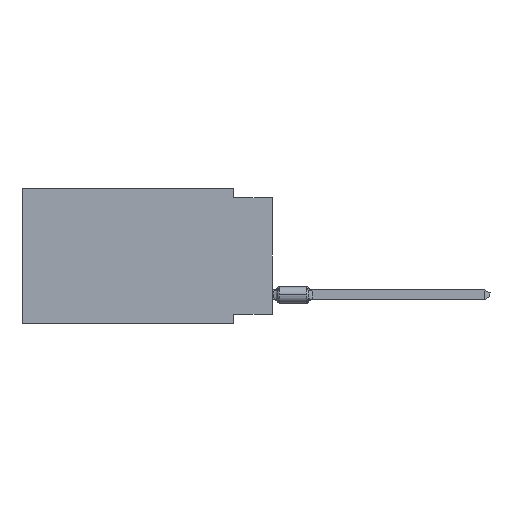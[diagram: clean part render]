
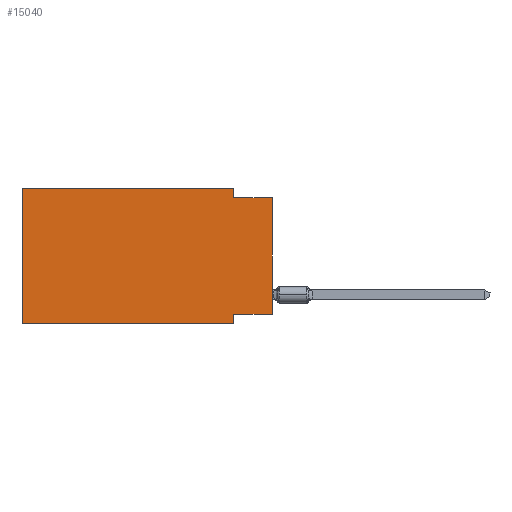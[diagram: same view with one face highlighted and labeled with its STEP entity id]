
A CAD part, left-side view. The second image highlights one B-rep face of the part: STEP entity #15040.
In plain terms, the highlighted planar face has unit normal (-1, 0, 0).
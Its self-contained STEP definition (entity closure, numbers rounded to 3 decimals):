
#960 = LINE ( 'NONE', #25307, #40313 ) ;
#1900 = CARTESIAN_POINT ( 'NONE',  ( 0., 2.54, -8.89 ) ) ;
#3637 = CARTESIAN_POINT ( 'NONE',  ( 0., 2.54, -0.635 ) ) ;
#4277 = DIRECTION ( 'NONE',  ( 0., -1., 0. ) ) ;
#4389 = FACE_OUTER_BOUND ( 'NONE', #7772, .T. ) ;
#4396 = VERTEX_POINT ( 'NONE', #30446 ) ;
#4909 = CARTESIAN_POINT ( 'NONE',  ( 0., 16.383, 0. ) ) ;
#5016 = CARTESIAN_POINT ( 'NONE',  ( 0., 16.383, 0. ) ) ;
#7537 = EDGE_CURVE ( 'NONE', #22986, #32461, #18969, .T. ) ;
#7595 = CARTESIAN_POINT ( 'NONE',  ( 0., 16.383, 0. ) ) ;
#7772 = EDGE_LOOP ( 'NONE', ( #47751, #34651, #29202, #46359, #13503, #45438, #47765, #46206 ) ) ;
#8799 = LINE ( 'NONE', #20493, #34382 ) ;
#9088 = EDGE_CURVE ( 'NONE', #45003, #23413, #11723, .T. ) ;
#9221 = CARTESIAN_POINT ( 'NONE',  ( 0., 2.54, 0. ) ) ;
#9436 = LINE ( 'NONE', #25261, #29093 ) ;
#11245 = EDGE_CURVE ( 'NONE', #32461, #25675, #960, .T. ) ;
#11723 = LINE ( 'NONE', #7595, #17583 ) ;
#12579 = EDGE_CURVE ( 'NONE', #46178, #25675, #24787, .T. ) ;
#12671 = DIRECTION ( 'NONE',  ( 0., 0., -1. ) ) ;
#12847 = DIRECTION ( 'NONE',  ( 0., -1., 0. ) ) ;
#13503 = ORIENTED_EDGE ( 'NONE', *, *, #9088, .F. ) ;
#15040 = ADVANCED_FACE ( 'NONE', ( #4389 ), #40396, .F. ) ;
#17583 = VECTOR ( 'NONE', #42123, 1000. ) ;
#18608 = EDGE_CURVE ( 'NONE', #46178, #4396, #8799, .T. ) ;
#18969 = LINE ( 'NONE', #34739, #29120 ) ;
#20493 = CARTESIAN_POINT ( 'NONE',  ( 0., 0., -8.255 ) ) ;
#21442 = VECTOR ( 'NONE', #23762, 1000. ) ;
#22244 = DIRECTION ( 'NONE',  ( 0., 0., -1. ) ) ;
#22986 = VERTEX_POINT ( 'NONE', #9221 ) ;
#23139 = DIRECTION ( 'NONE',  ( 0., -1., 0. ) ) ;
#23413 = VERTEX_POINT ( 'NONE', #5016 ) ;
#23762 = DIRECTION ( 'NONE',  ( 0., 0., 1. ) ) ;
#23958 = CARTESIAN_POINT ( 'NONE',  ( 0., 0., -8.255 ) ) ;
#24787 = LINE ( 'NONE', #28151, #21442 ) ;
#25066 = AXIS2_PLACEMENT_3D ( 'NONE', #4909, #39635, #12671 ) ;
#25261 = CARTESIAN_POINT ( 'NONE',  ( 0., 16.383, -8.89 ) ) ;
#25307 = CARTESIAN_POINT ( 'NONE',  ( 0., 0., -0.635 ) ) ;
#25490 = EDGE_CURVE ( 'NONE', #4396, #28982, #49646, .T. ) ;
#25675 = VERTEX_POINT ( 'NONE', #27625 ) ;
#27625 = CARTESIAN_POINT ( 'NONE',  ( 0., 0., -0.635 ) ) ;
#28109 = VECTOR ( 'NONE', #22244, 1000. ) ;
#28151 = CARTESIAN_POINT ( 'NONE',  ( 0., 0., 0. ) ) ;
#28982 = VERTEX_POINT ( 'NONE', #1900 ) ;
#29093 = VECTOR ( 'NONE', #4277, 1000. ) ;
#29120 = VECTOR ( 'NONE', #46142, 1000. ) ;
#29202 = ORIENTED_EDGE ( 'NONE', *, *, #7537, .F. ) ;
#29451 = VECTOR ( 'NONE', #23139, 1000. ) ;
#30446 = CARTESIAN_POINT ( 'NONE',  ( 0., 2.54, -8.255 ) ) ;
#32461 = VERTEX_POINT ( 'NONE', #3637 ) ;
#34112 = CARTESIAN_POINT ( 'NONE',  ( 0., 2.54, -8.89 ) ) ;
#34382 = VECTOR ( 'NONE', #41418, 1000. ) ;
#34651 = ORIENTED_EDGE ( 'NONE', *, *, #11245, .F. ) ;
#34739 = CARTESIAN_POINT ( 'NONE',  ( 0., 2.54, 0. ) ) ;
#39635 = DIRECTION ( 'NONE',  ( 1., 0., 0. ) ) ;
#40162 = EDGE_CURVE ( 'NONE', #23413, #22986, #51054, .T. ) ;
#40313 = VECTOR ( 'NONE', #12847, 1000. ) ;
#40396 = PLANE ( 'NONE',  #25066 ) ;
#41418 = DIRECTION ( 'NONE',  ( 0., 1., 0. ) ) ;
#42123 = DIRECTION ( 'NONE',  ( 0., 0., 1. ) ) ;
#42789 = CARTESIAN_POINT ( 'NONE',  ( 0., 16.383, 0. ) ) ;
#45003 = VERTEX_POINT ( 'NONE', #46762 ) ;
#45223 = EDGE_CURVE ( 'NONE', #45003, #28982, #9436, .T. ) ;
#45438 = ORIENTED_EDGE ( 'NONE', *, *, #45223, .T. ) ;
#46142 = DIRECTION ( 'NONE',  ( 0., 0., -1. ) ) ;
#46178 = VERTEX_POINT ( 'NONE', #23958 ) ;
#46206 = ORIENTED_EDGE ( 'NONE', *, *, #18608, .F. ) ;
#46359 = ORIENTED_EDGE ( 'NONE', *, *, #40162, .F. ) ;
#46762 = CARTESIAN_POINT ( 'NONE',  ( 0., 16.383, -8.89 ) ) ;
#47751 = ORIENTED_EDGE ( 'NONE', *, *, #12579, .T. ) ;
#47765 = ORIENTED_EDGE ( 'NONE', *, *, #25490, .F. ) ;
#49646 = LINE ( 'NONE', #34112, #28109 ) ;
#51054 = LINE ( 'NONE', #42789, #29451 ) ;
